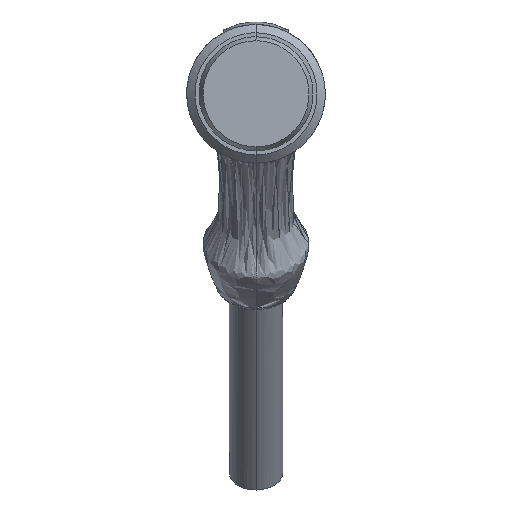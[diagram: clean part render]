
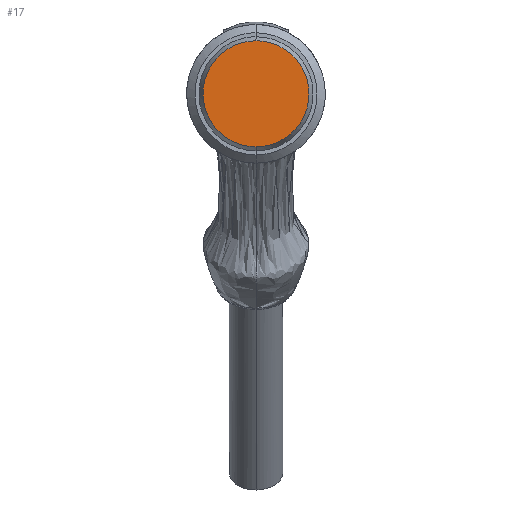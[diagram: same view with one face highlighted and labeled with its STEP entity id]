
A CAD part, left-side view. The second image highlights one B-rep face of the part: STEP entity #17.
In plain terms, the highlighted planar face has unit normal (-1, 0, 0).
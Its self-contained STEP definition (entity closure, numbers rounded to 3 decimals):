
#17=ADVANCED_FACE('',(#50),#482,.T.);
#50=FACE_OUTER_BOUND('',#83,.T.);
#83=EDGE_LOOP('',(#118,#119));
#118=ORIENTED_EDGE('',*,*,#297,.T.);
#119=ORIENTED_EDGE('',*,*,#331,.T.);
#297=EDGE_CURVE('',#410,#450,#393,.T.);
#331=EDGE_CURVE('',#450,#410,#405,.T.);
#393=(
BOUNDED_CURVE()
B_SPLINE_CURVE(2,(#2372,#2373,#2374,#2375,#2376),.UNSPECIFIED.,.F.,.F.)
B_SPLINE_CURVE_WITH_KNOTS((3,2,3),(-267.035,-200.277,
-133.518),.UNSPECIFIED.)
CURVE()
GEOMETRIC_REPRESENTATION_ITEM()
RATIONAL_B_SPLINE_CURVE((1.,0.707,1.,0.707,1.))
REPRESENTATION_ITEM('')
);
#405=(
BOUNDED_CURVE()
B_SPLINE_CURVE(2,(#2959,#2960,#2961,#2962,#2963),.UNSPECIFIED.,.F.,.F.)
B_SPLINE_CURVE_WITH_KNOTS((3,2,3),(-133.518,-66.759,
0.),.UNSPECIFIED.)
CURVE()
GEOMETRIC_REPRESENTATION_ITEM()
RATIONAL_B_SPLINE_CURVE((1.,0.707,1.,0.707,1.))
REPRESENTATION_ITEM('')
);
#410=VERTEX_POINT('',#1933);
#450=VERTEX_POINT('',#1973);
#482=PLANE('',#507);
#507=AXIS2_PLACEMENT_3D('',#523,#515,$);
#515=DIRECTION('',(-1.,0.,0.));
#523=CARTESIAN_POINT('',(0.,-33.15,33.15));
#1933=CARTESIAN_POINT('',(0.,0.,32.5));
#1973=CARTESIAN_POINT('',(0.,0.,-32.5));
#2372=CARTESIAN_POINT('',(0.,0.,32.5));
#2373=CARTESIAN_POINT('',(0.,32.5,32.5));
#2374=CARTESIAN_POINT('',(0.,32.5,0.));
#2375=CARTESIAN_POINT('',(0.,32.5,-32.5));
#2376=CARTESIAN_POINT('',(0.,0.,-32.5));
#2959=CARTESIAN_POINT('',(0.,0.,-32.5));
#2960=CARTESIAN_POINT('',(0.,-32.5,-32.5));
#2961=CARTESIAN_POINT('',(0.,-32.5,0.));
#2962=CARTESIAN_POINT('',(0.,-32.5,32.5));
#2963=CARTESIAN_POINT('',(0.,0.,32.5));
